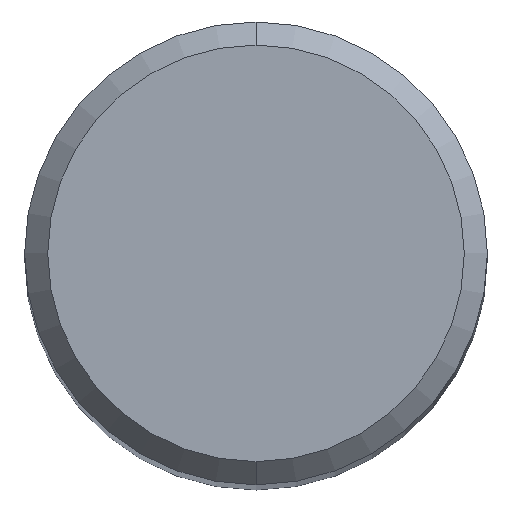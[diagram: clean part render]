
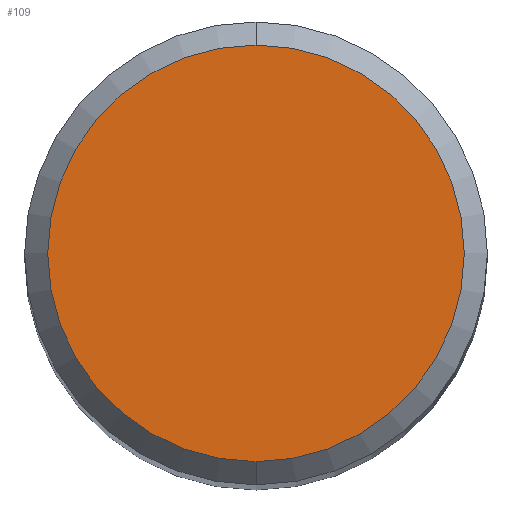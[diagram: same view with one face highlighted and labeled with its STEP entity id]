
A CAD part, top view. The second image highlights one B-rep face of the part: STEP entity #109.
In plain terms, the highlighted planar face has unit normal (0, 0, 1).
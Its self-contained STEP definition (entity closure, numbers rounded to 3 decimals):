
#109=ADVANCED_FACE('',(#261),#262,.T.);
#123=EDGE_CURVE('',#139,#167,#279,.T.);
#139=VERTEX_POINT('',#295);
#167=VERTEX_POINT('',#328);
#181=EDGE_CURVE('',#167,#139,#342,.T.);
#261=FACE_OUTER_BOUND('',#427,.T.);
#262=PLANE('',#428);
#279=CIRCLE('',#449,3.6);
#295=CARTESIAN_POINT('',(0.,-3.6,0.0));
#328=CARTESIAN_POINT('',(0.0,3.6,0.0));
#342=CIRCLE('',#529,3.6);
#427=EDGE_LOOP('',(#617,#618));
#428=AXIS2_PLACEMENT_3D('',#619,#620,#621);
#449=AXIS2_PLACEMENT_3D('',#650,#651,#652);
#529=AXIS2_PLACEMENT_3D('',#710,#711,#712);
#617=ORIENTED_EDGE('',*,*,#181,.F.);
#618=ORIENTED_EDGE('',*,*,#123,.F.);
#619=CARTESIAN_POINT('',(0.0,1.8,0.0));
#620=DIRECTION('',(-0.0,0.0,1.0));
#621=DIRECTION('',(0.0,-1.0,0.0));
#650=CARTESIAN_POINT('',(0.0,0.0,0.0));
#651=DIRECTION('',(0.0,0.0,-1.0));
#652=DIRECTION('',(0.0,1.0,0.0));
#710=CARTESIAN_POINT('',(0.0,0.0,0.0));
#711=DIRECTION('',(0.0,0.0,-1.0));
#712=DIRECTION('',(0.0,1.0,0.0));
